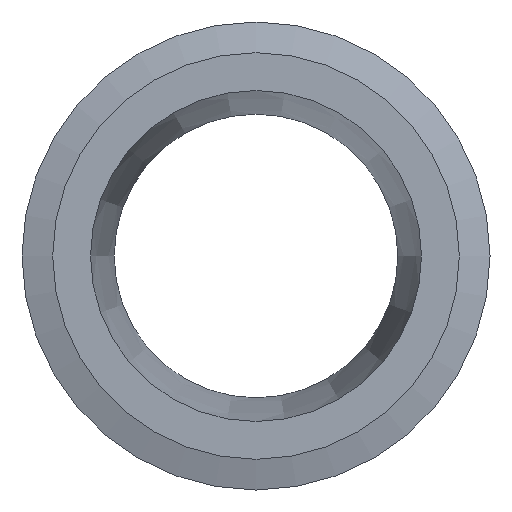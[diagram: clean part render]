
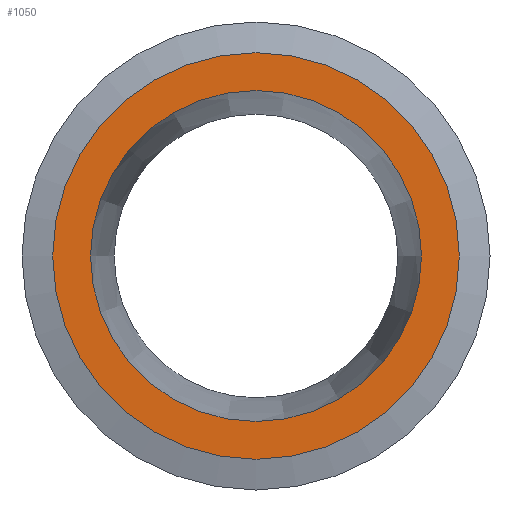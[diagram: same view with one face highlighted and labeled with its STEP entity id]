
A CAD part, left-side view. The second image highlights one B-rep face of the part: STEP entity #1050.
In plain terms, the highlighted planar face has unit normal (-1, 0, 0).
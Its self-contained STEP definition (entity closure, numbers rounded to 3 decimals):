
#31=FACE_BOUND('',#180,.T.);
#44=PLANE('',#1238);
#114=FACE_OUTER_BOUND('',#179,.T.);
#179=EDGE_LOOP('',(#922,#923));
#180=EDGE_LOOP('',(#924,#925));
#269=CIRCLE('',#1097,17.5);
#270=CIRCLE('',#1098,17.5);
#352=CIRCLE('',#1219,21.5);
#353=CIRCLE('',#1220,21.5);
#384=VERTEX_POINT('',#1663);
#385=VERTEX_POINT('',#1665);
#465=VERTEX_POINT('',#1892);
#466=VERTEX_POINT('',#1894);
#501=EDGE_CURVE('',#385,#384,#269,.T.);
#502=EDGE_CURVE('',#384,#385,#270,.T.);
#610=EDGE_CURVE('',#466,#465,#352,.T.);
#611=EDGE_CURVE('',#465,#466,#353,.T.);
#922=ORIENTED_EDGE('',*,*,#610,.T.);
#923=ORIENTED_EDGE('',*,*,#611,.T.);
#924=ORIENTED_EDGE('',*,*,#501,.T.);
#925=ORIENTED_EDGE('',*,*,#502,.T.);
#1050=ADVANCED_FACE('',(#114,#31),#44,.T.);
#1097=AXIS2_PLACEMENT_3D('',#1666,#1300,#1301);
#1098=AXIS2_PLACEMENT_3D('',#1667,#1302,#1303);
#1219=AXIS2_PLACEMENT_3D('',#1895,#1570,#1571);
#1220=AXIS2_PLACEMENT_3D('',#1896,#1572,#1573);
#1238=AXIS2_PLACEMENT_3D('',#1925,#1610,#1611);
#1300=DIRECTION('center_axis',(1.,0.,0.));
#1301=DIRECTION('ref_axis',(0.,1.,0.));
#1302=DIRECTION('center_axis',(1.,0.,0.));
#1303=DIRECTION('ref_axis',(0.,1.,0.));
#1570=DIRECTION('center_axis',(-1.,0.,0.));
#1571=DIRECTION('ref_axis',(0.,1.,0.));
#1572=DIRECTION('center_axis',(-1.,0.,0.));
#1573=DIRECTION('ref_axis',(0.,1.,0.));
#1610=DIRECTION('center_axis',(-1.,0.,0.));
#1611=DIRECTION('ref_axis',(0.,0.,1.));
#1663=CARTESIAN_POINT('',(0.,-17.5,0.));
#1665=CARTESIAN_POINT('',(0.,17.5,0.));
#1666=CARTESIAN_POINT('Origin',(0.,0.,0.));
#1667=CARTESIAN_POINT('Origin',(0.,0.,0.));
#1892=CARTESIAN_POINT('',(0.,-21.5,0.));
#1894=CARTESIAN_POINT('',(0.,21.5,0.));
#1895=CARTESIAN_POINT('Origin',(0.,0.,0.));
#1896=CARTESIAN_POINT('Origin',(0.,0.,0.));
#1925=CARTESIAN_POINT('Origin',(0.,0.,0.));
